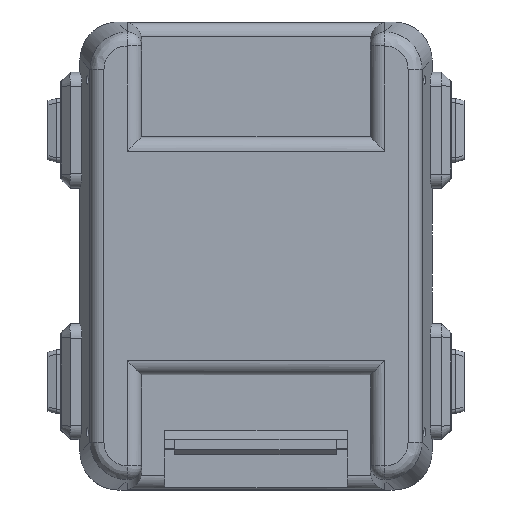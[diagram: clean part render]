
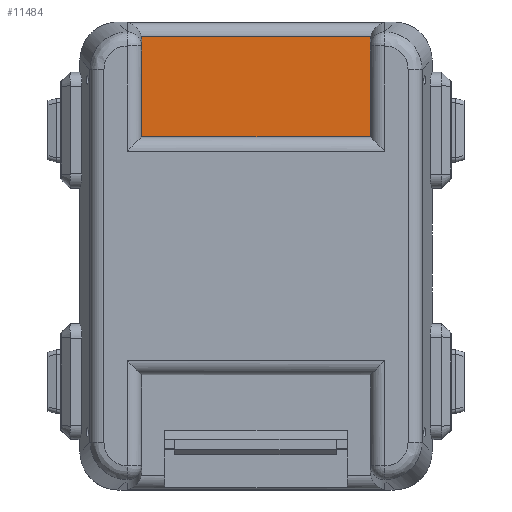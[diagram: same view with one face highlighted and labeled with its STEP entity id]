
A CAD part, top view. The second image highlights one B-rep face of the part: STEP entity #11484.
In plain terms, the highlighted planar face has unit normal (0, 0, 1).
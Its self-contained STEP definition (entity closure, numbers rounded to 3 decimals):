
#1065=FACE_OUTER_BOUND('',#1682,.T.);
#1682=EDGE_LOOP('',(#9543,#9544,#9545,#9546,#9547,#9548));
#2045=CIRCLE('',#12324,1.559);
#2046=CIRCLE('',#12327,1.559);
#2917=LINE('',#20873,#4053);
#2918=LINE('',#20877,#4054);
#2919=LINE('',#20879,#4055);
#2920=LINE('',#20880,#4056);
#4053=VECTOR('',#14561,24.108);
#4054=VECTOR('',#14564,10.25);
#4055=VECTOR('',#14565,24.05);
#4056=VECTOR('',#14566,10.25);
#5236=VERTEX_POINT('',#20866);
#5237=VERTEX_POINT('',#20867);
#5238=VERTEX_POINT('',#20872);
#5239=VERTEX_POINT('',#20874);
#5240=VERTEX_POINT('',#20876);
#5241=VERTEX_POINT('',#20878);
#6754=EDGE_CURVE('',#5236,#5237,#2045,.T.);
#6757=EDGE_CURVE('',#5236,#5238,#2917,.T.);
#6758=EDGE_CURVE('',#5238,#5239,#2046,.T.);
#6759=EDGE_CURVE('',#5239,#5240,#2918,.T.);
#6760=EDGE_CURVE('',#5241,#5240,#2919,.T.);
#6761=EDGE_CURVE('',#5237,#5241,#2920,.T.);
#9543=ORIENTED_EDGE('',*,*,#6757,.T.);
#9544=ORIENTED_EDGE('',*,*,#6758,.T.);
#9545=ORIENTED_EDGE('',*,*,#6759,.T.);
#9546=ORIENTED_EDGE('',*,*,#6760,.F.);
#9547=ORIENTED_EDGE('',*,*,#6761,.F.);
#9548=ORIENTED_EDGE('',*,*,#6754,.F.);
#10966=PLANE('',#12326);
#11484=ADVANCED_FACE('',(#1065),#10966,.T.);
#12324=AXIS2_PLACEMENT_3D('',#20868,#14554,#14555);
#12326=AXIS2_PLACEMENT_3D('',#20871,#14559,#14560);
#12327=AXIS2_PLACEMENT_3D('',#20875,#14562,#14563);
#14554=DIRECTION('center_axis',(0.,0.,
1.));
#14555=DIRECTION('ref_axis',(-1.,0.,0.));
#14559=DIRECTION('center_axis',(0.,0.,1.));
#14560=DIRECTION('ref_axis',(1.,0.,0.));
#14561=DIRECTION('',(-1.,0.,0.));
#14562=DIRECTION('center_axis',(0.,0.,
-1.));
#14563=DIRECTION('ref_axis',(1.,0.,0.));
#14564=DIRECTION('',(0.,-1.,0.));
#14565=DIRECTION('',(-1.,0.,0.));
#14566=DIRECTION('',(0.,-1.,0.));
#20866=CARTESIAN_POINT('',(28.954,46.03,6.7));
#20867=CARTESIAN_POINT('',(28.925,45.73,6.7));
#20868=CARTESIAN_POINT('Origin',(30.484,45.73,6.7));
#20871=CARTESIAN_POINT('Origin',(16.9,22.98,6.7));
#20872=CARTESIAN_POINT('',(4.846,46.03,6.7));
#20873=CARTESIAN_POINT('',(28.954,46.03,6.7));
#20874=CARTESIAN_POINT('',(4.875,45.73,6.7));
#20875=CARTESIAN_POINT('Origin',(3.316,45.73,6.7));
#20876=CARTESIAN_POINT('',(4.875,35.48,6.7));
#20877=CARTESIAN_POINT('',(4.875,45.73,6.7));
#20878=CARTESIAN_POINT('',(28.925,35.48,6.7));
#20879=CARTESIAN_POINT('',(28.925,35.48,6.7));
#20880=CARTESIAN_POINT('',(28.925,45.73,6.7));
